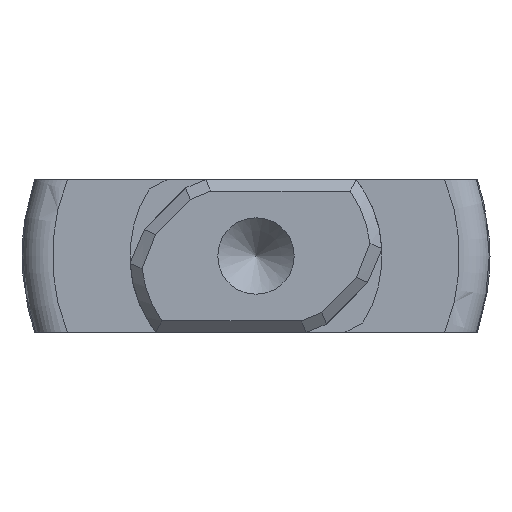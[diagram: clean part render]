
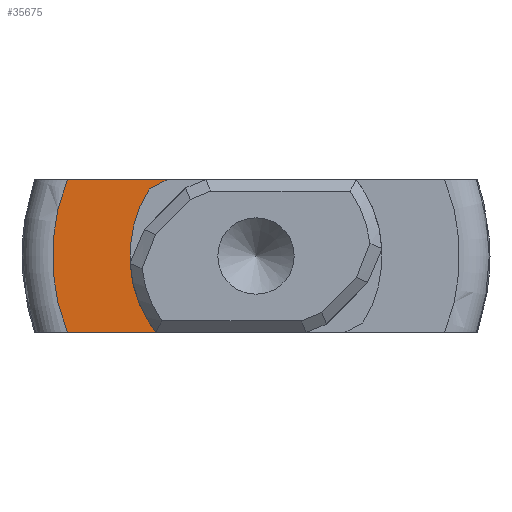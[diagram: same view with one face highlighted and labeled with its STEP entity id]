
A CAD part, left-side view. The second image highlights one B-rep face of the part: STEP entity #35675.
In plain terms, the highlighted planar face has unit normal (-1, 0, 0).
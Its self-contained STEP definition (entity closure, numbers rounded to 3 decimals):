
#722 = PLANE('',#723);
#723 = AXIS2_PLACEMENT_3D('',#724,#725,#726);
#724 = CARTESIAN_POINT('',(-6.25,-6.25,2.));
#725 = DIRECTION('',(0.,0.,1.));
#726 = DIRECTION('',(0.,1.,0.));
#14405 = VERTEX_POINT('',#14406);
#14406 = CARTESIAN_POINT('',(0.,4.94,2.));
#14440 = TOROIDAL_SURFACE('',#14441,5.329,0.8);
#14441 = AXIS2_PLACEMENT_3D('',#14442,#14443,#14444);
#14442 = CARTESIAN_POINT('',(0.8,0.,0.));
#14443 = DIRECTION('',(1.,0.,0.));
#14444 = DIRECTION('',(0.,0.,-1.));
#14474 = EDGE_CURVE('',#14405,#14475,#14477,.T.);
#14475 = VERTEX_POINT('',#14476);
#14476 = CARTESIAN_POINT('',(0.,2.327,2.));
#14477 = SURFACE_CURVE('',#14478,(#14482,#14489),.PCURVE_S1.);
#14478 = LINE('',#14479,#14480);
#14479 = CARTESIAN_POINT('',(0.,5.79,2.));
#14480 = VECTOR('',#14481,1.);
#14481 = DIRECTION('',(0.,-1.,0.));
#14482 = PCURVE('',#722,#14483);
#14483 = DEFINITIONAL_REPRESENTATION('',(#14484),#14488);
#14484 = LINE('',#14485,#14486);
#14485 = CARTESIAN_POINT('',(12.04,-6.25));
#14486 = VECTOR('',#14487,1.);
#14487 = DIRECTION('',(-1.,-0.));
#14488 = ( GEOMETRIC_REPRESENTATION_CONTEXT(2) 
PARAMETRIC_REPRESENTATION_CONTEXT() REPRESENTATION_CONTEXT('2D SPACE',''
  ) );
#14489 = PCURVE('',#14490,#14495);
#14490 = PLANE('',#14491);
#14491 = AXIS2_PLACEMENT_3D('',#14492,#14493,#14494);
#14492 = CARTESIAN_POINT('',(0.,5.329,
    0.));
#14493 = DIRECTION('',(-1.,0.,0.));
#14494 = DIRECTION('',(0.,0.,1.));
#14495 = DEFINITIONAL_REPRESENTATION('',(#14496),#14500);
#14496 = LINE('',#14497,#14498);
#14497 = CARTESIAN_POINT('',(2.,0.46));
#14498 = VECTOR('',#14499,1.);
#14499 = DIRECTION('',(0.,-1.));
#14500 = ( GEOMETRIC_REPRESENTATION_CONTEXT(2) 
PARAMETRIC_REPRESENTATION_CONTEXT() REPRESENTATION_CONTEXT('2D SPACE',''
  ) );
#14518 = PLANE('',#14519);
#14519 = AXIS2_PLACEMENT_3D('',#14520,#14521,#14522);
#14520 = CARTESIAN_POINT('',(-57.063,2.561,1.878));
#14521 = DIRECTION('',(0.,0.464,0.886
    ));
#14522 = DIRECTION('',(1.,0.,0.));
#31881 = PLANE('',#31882);
#31882 = AXIS2_PLACEMENT_3D('',#31883,#31884,#31885);
#31883 = CARTESIAN_POINT('',(-6.25,6.25,-2.));
#31884 = DIRECTION('',(0.,0.,-1.));
#31885 = DIRECTION('',(0.,-1.,0.));
#33962 = PLANE('',#33963);
#33963 = AXIS2_PLACEMENT_3D('',#33964,#33965,#33966);
#33964 = CARTESIAN_POINT('',(-57.063,2.561,-1.878));
#33965 = DIRECTION('',(0.,0.464,-0.886)
  );
#33966 = DIRECTION('',(-1.,0.,0.));
#33982 = VERTEX_POINT('',#33983);
#33983 = CARTESIAN_POINT('',(0.,2.795,
    -1.755));
#33997 = CYLINDRICAL_SURFACE('',#33998,3.3);
#33998 = AXIS2_PLACEMENT_3D('',#33999,#34000,#34001);
#33999 = CARTESIAN_POINT('',(-57.063,0.,
    0.));
#34000 = DIRECTION('',(1.,0.,0.));
#34001 = DIRECTION('',(0.,1.,0.));
#34009 = EDGE_CURVE('',#34010,#33982,#34012,.T.);
#34010 = VERTEX_POINT('',#34011);
#34011 = CARTESIAN_POINT('',(0.,2.327,-2.));
#34012 = SURFACE_CURVE('',#34013,(#34017,#34024),.PCURVE_S1.);
#34013 = LINE('',#34014,#34015);
#34014 = CARTESIAN_POINT('',(0.,4.033,-1.107));
#34015 = VECTOR('',#34016,1.);
#34016 = DIRECTION('',(0.,0.886,0.464
    ));
#34017 = PCURVE('',#33962,#34018);
#34018 = DEFINITIONAL_REPRESENTATION('',(#34019),#34023);
#34019 = LINE('',#34020,#34021);
#34020 = CARTESIAN_POINT('',(-57.063,1.662));
#34021 = VECTOR('',#34022,1.);
#34022 = DIRECTION('',(0.,1.));
#34023 = ( GEOMETRIC_REPRESENTATION_CONTEXT(2) 
PARAMETRIC_REPRESENTATION_CONTEXT() REPRESENTATION_CONTEXT('2D SPACE',''
  ) );
#34024 = PCURVE('',#14490,#34025);
#34025 = DEFINITIONAL_REPRESENTATION('',(#34026),#34030);
#34026 = LINE('',#34027,#34028);
#34027 = CARTESIAN_POINT('',(-1.107,-1.296));
#34028 = VECTOR('',#34029,1.);
#34029 = DIRECTION('',(0.464,0.886));
#34030 = ( GEOMETRIC_REPRESENTATION_CONTEXT(2) 
PARAMETRIC_REPRESENTATION_CONTEXT() REPRESENTATION_CONTEXT('2D SPACE',''
  ) );
#34518 = EDGE_CURVE('',#34010,#34519,#34521,.T.);
#34519 = VERTEX_POINT('',#34520);
#34520 = CARTESIAN_POINT('',(0.,4.94,-2.));
#34521 = SURFACE_CURVE('',#34522,(#34526,#34533),.PCURVE_S1.);
#34522 = LINE('',#34523,#34524);
#34523 = CARTESIAN_POINT('',(0.,-0.46,-2.));
#34524 = VECTOR('',#34525,1.);
#34525 = DIRECTION('',(0.,1.,0.));
#34526 = PCURVE('',#31881,#34527);
#34527 = DEFINITIONAL_REPRESENTATION('',(#34528),#34532);
#34528 = LINE('',#34529,#34530);
#34529 = CARTESIAN_POINT('',(6.71,-6.25));
#34530 = VECTOR('',#34531,1.);
#34531 = DIRECTION('',(-1.,-0.));
#34532 = ( GEOMETRIC_REPRESENTATION_CONTEXT(2) 
PARAMETRIC_REPRESENTATION_CONTEXT() REPRESENTATION_CONTEXT('2D SPACE',''
  ) );
#34533 = PCURVE('',#14490,#34534);
#34534 = DEFINITIONAL_REPRESENTATION('',(#34535),#34539);
#34535 = LINE('',#34536,#34537);
#34536 = CARTESIAN_POINT('',(-2.,-5.79));
#34537 = VECTOR('',#34538,1.);
#34538 = DIRECTION('',(0.,1.));
#34539 = ( GEOMETRIC_REPRESENTATION_CONTEXT(2) 
PARAMETRIC_REPRESENTATION_CONTEXT() REPRESENTATION_CONTEXT('2D SPACE',''
  ) );
#35162 = EDGE_CURVE('',#35163,#14475,#35165,.T.);
#35163 = VERTEX_POINT('',#35164);
#35164 = CARTESIAN_POINT('',(0.,2.795,
    1.755));
#35165 = SURFACE_CURVE('',#35166,(#35170,#35177),.PCURVE_S1.);
#35166 = LINE('',#35167,#35168);
#35167 = CARTESIAN_POINT('',(0.,4.033,1.107));
#35168 = VECTOR('',#35169,1.);
#35169 = DIRECTION('',(0.,-0.886,
    0.464));
#35170 = PCURVE('',#14518,#35171);
#35171 = DEFINITIONAL_REPRESENTATION('',(#35172),#35176);
#35172 = LINE('',#35173,#35174);
#35173 = CARTESIAN_POINT('',(57.063,1.662));
#35174 = VECTOR('',#35175,1.);
#35175 = DIRECTION('',(0.,-1.));
#35176 = ( GEOMETRIC_REPRESENTATION_CONTEXT(2) 
PARAMETRIC_REPRESENTATION_CONTEXT() REPRESENTATION_CONTEXT('2D SPACE',''
  ) );
#35177 = PCURVE('',#14490,#35178);
#35178 = DEFINITIONAL_REPRESENTATION('',(#35179),#35183);
#35179 = LINE('',#35180,#35181);
#35180 = CARTESIAN_POINT('',(1.107,-1.296));
#35181 = VECTOR('',#35182,1.);
#35182 = DIRECTION('',(0.464,-0.886));
#35183 = ( GEOMETRIC_REPRESENTATION_CONTEXT(2) 
PARAMETRIC_REPRESENTATION_CONTEXT() REPRESENTATION_CONTEXT('2D SPACE',''
  ) );
#35212 = EDGE_CURVE('',#33982,#35163,#35213,.T.);
#35213 = SURFACE_CURVE('',#35214,(#35219,#35226),.PCURVE_S1.);
#35214 = CIRCLE('',#35215,3.3);
#35215 = AXIS2_PLACEMENT_3D('',#35216,#35217,#35218);
#35216 = CARTESIAN_POINT('',(0.,0.,
    0.));
#35217 = DIRECTION('',(1.,0.,0.));
#35218 = DIRECTION('',(0.,0.,1.));
#35219 = PCURVE('',#33997,#35220);
#35220 = DEFINITIONAL_REPRESENTATION('',(#35221),#35225);
#35221 = LINE('',#35222,#35223);
#35222 = CARTESIAN_POINT('',(-4.712,57.063));
#35223 = VECTOR('',#35224,1.);
#35224 = DIRECTION('',(1.,0.));
#35225 = ( GEOMETRIC_REPRESENTATION_CONTEXT(2) 
PARAMETRIC_REPRESENTATION_CONTEXT() REPRESENTATION_CONTEXT('2D SPACE',''
  ) );
#35226 = PCURVE('',#14490,#35227);
#35227 = DEFINITIONAL_REPRESENTATION('',(#35228),#35236);
#35228 = ( BOUNDED_CURVE() B_SPLINE_CURVE(2,(#35229,#35230,#35231,#35232
    ,#35233,#35234,#35235),.UNSPECIFIED.,.T.,.F.) 
B_SPLINE_CURVE_WITH_KNOTS((1,2,2,2,2,1),(-2.094,0.,
    2.094,4.189,6.283,8.378),
.UNSPECIFIED.) CURVE() GEOMETRIC_REPRESENTATION_ITEM() 
RATIONAL_B_SPLINE_CURVE((1.,0.5,1.,0.5,1.,0.5,1.)) REPRESENTATION_ITEM(
  '') );
#35229 = CARTESIAN_POINT('',(3.3,-5.329));
#35230 = CARTESIAN_POINT('',(3.3,-11.045));
#35231 = CARTESIAN_POINT('',(-1.65,-8.187));
#35232 = CARTESIAN_POINT('',(-6.6,-5.329));
#35233 = CARTESIAN_POINT('',(-1.65,-2.471));
#35234 = CARTESIAN_POINT('',(3.3,0.387));
#35235 = CARTESIAN_POINT('',(3.3,-5.329));
#35236 = ( GEOMETRIC_REPRESENTATION_CONTEXT(2) 
PARAMETRIC_REPRESENTATION_CONTEXT() REPRESENTATION_CONTEXT('2D SPACE',''
  ) );
#35675 = ADVANCED_FACE('',(#35676),#14490,.T.);
#35676 = FACE_BOUND('',#35677,.T.);
#35677 = EDGE_LOOP('',(#35678,#35679,#35680,#35681,#35707,#35708));
#35678 = ORIENTED_EDGE('',*,*,#35212,.T.);
#35679 = ORIENTED_EDGE('',*,*,#35162,.T.);
#35680 = ORIENTED_EDGE('',*,*,#14474,.F.);
#35681 = ORIENTED_EDGE('',*,*,#35682,.F.);
#35682 = EDGE_CURVE('',#34519,#14405,#35683,.T.);
#35683 = SURFACE_CURVE('',#35684,(#35689,#35700),.PCURVE_S1.);
#35684 = CIRCLE('',#35685,5.329);
#35685 = AXIS2_PLACEMENT_3D('',#35686,#35687,#35688);
#35686 = CARTESIAN_POINT('',(0.,0.,0.)
  );
#35687 = DIRECTION('',(1.,0.,0.));
#35688 = DIRECTION('',(0.,0.,1.));
#35689 = PCURVE('',#14490,#35690);
#35690 = DEFINITIONAL_REPRESENTATION('',(#35691),#35699);
#35691 = ( BOUNDED_CURVE() B_SPLINE_CURVE(2,(#35692,#35693,#35694,#35695
    ,#35696,#35697,#35698),.UNSPECIFIED.,.T.,.F.) 
B_SPLINE_CURVE_WITH_KNOTS((1,2,2,2,2,1),(-2.094,0.,
    2.094,4.189,6.283,8.378),
.UNSPECIFIED.) CURVE() GEOMETRIC_REPRESENTATION_ITEM() 
RATIONAL_B_SPLINE_CURVE((1.,0.5,1.,0.5,1.,0.5,1.)) REPRESENTATION_ITEM(
  '') );
#35692 = CARTESIAN_POINT('',(5.329,-5.329));
#35693 = CARTESIAN_POINT('',(5.329,-14.56));
#35694 = CARTESIAN_POINT('',(-2.665,-9.945));
#35695 = CARTESIAN_POINT('',(-10.659,-5.329));
#35696 = CARTESIAN_POINT('',(-2.665,-0.714));
#35697 = CARTESIAN_POINT('',(5.329,3.901));
#35698 = CARTESIAN_POINT('',(5.329,-5.329));
#35699 = ( GEOMETRIC_REPRESENTATION_CONTEXT(2) 
PARAMETRIC_REPRESENTATION_CONTEXT() REPRESENTATION_CONTEXT('2D SPACE',''
  ) );
#35700 = PCURVE('',#14440,#35701);
#35701 = DEFINITIONAL_REPRESENTATION('',(#35702),#35706);
#35702 = LINE('',#35703,#35704);
#35703 = CARTESIAN_POINT('',(-3.142,4.712));
#35704 = VECTOR('',#35705,1.);
#35705 = DIRECTION('',(1.,0.));
#35706 = ( GEOMETRIC_REPRESENTATION_CONTEXT(2) 
PARAMETRIC_REPRESENTATION_CONTEXT() REPRESENTATION_CONTEXT('2D SPACE',''
  ) );
#35707 = ORIENTED_EDGE('',*,*,#34518,.F.);
#35708 = ORIENTED_EDGE('',*,*,#34009,.T.);
